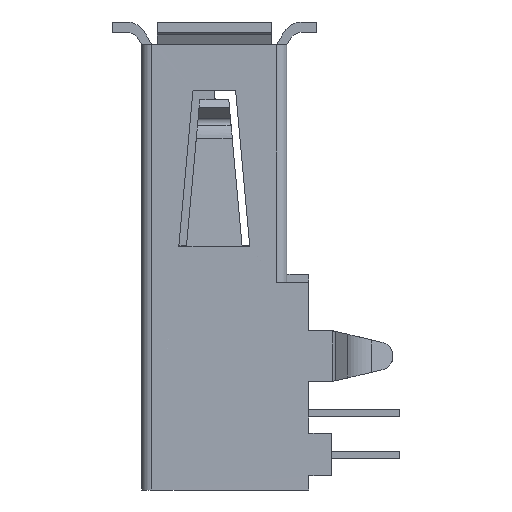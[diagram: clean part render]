
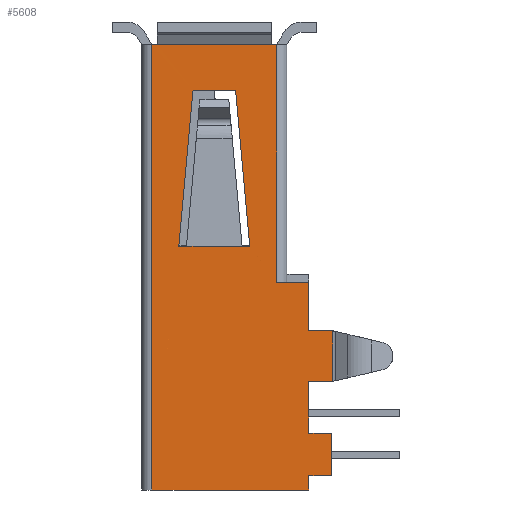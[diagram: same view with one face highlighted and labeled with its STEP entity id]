
A CAD part, left-side view. The second image highlights one B-rep face of the part: STEP entity #5608.
In plain terms, the highlighted planar face has unit normal (-1, 0, 0).
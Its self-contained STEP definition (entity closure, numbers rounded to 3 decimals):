
#555=DIRECTION('',(-0.04,0.,0.999));
#556=VECTOR('',#555,0.008);
#557=CARTESIAN_POINT('',(-6.549,-1.25,7.2));
#558=LINE('',#557,#556);
#559=DIRECTION('',(0.,-1.,0.));
#560=VECTOR('',#559,2.5);
#561=CARTESIAN_POINT('',(-6.549,1.25,7.2));
#562=LINE('',#561,#560);
#563=DIRECTION('',(0.04,0.,-0.999));
#564=VECTOR('',#563,0.008);
#565=CARTESIAN_POINT('',(-6.55,1.25,7.208));
#566=LINE('',#565,#564);
#611=DIRECTION('',(0.,-0.091,-0.996));
#612=VECTOR('',#611,5.515);
#613=CARTESIAN_POINT('',(-6.549,-0.75,12.7));
#614=LINE('',#613,#612);
#615=DIRECTION('',(0.,-0.091,0.996));
#616=VECTOR('',#615,5.515);
#617=CARTESIAN_POINT('',(-6.55,1.25,7.208));
#618=LINE('',#617,#616);
#619=DIRECTION('',(0.,0.,-1.));
#620=VECTOR('',#619,1.83);
#621=CARTESIAN_POINT('',(-6.549,-3.332,2.43));
#622=LINE('',#621,#620);
#623=DIRECTION('',(0.,-1.,0.));
#624=VECTOR('',#623,0.81);
#625=CARTESIAN_POINT('',(-6.548,-3.332,0.6));
#626=LINE('',#625,#624);
#627=DIRECTION('',(-0.003,0.,-1.));
#628=VECTOR('',#627,0.5);
#629=CARTESIAN_POINT('',(-6.548,-3.332,-0.9));
#630=LINE('',#629,#628);
#631=DIRECTION('',(0.001,1.,0.));
#632=VECTOR('',#631,0.188);
#633=CARTESIAN_POINT('',(-6.55,2.012,14.3));
#634=LINE('',#633,#632);
#635=DIRECTION('',(0.,1.,0.));
#636=VECTOR('',#635,4.024);
#637=CARTESIAN_POINT('',(-6.55,-2.012,14.3));
#638=LINE('',#637,#636);
#639=DIRECTION('',(-0.001,1.,0.));
#640=VECTOR('',#639,0.188);
#641=CARTESIAN_POINT('',(-6.549,-2.2,14.3));
#642=LINE('',#641,#640);
#643=DIRECTION('',(0.,1.,0.));
#644=VECTOR('',#643,1.132);
#645=CARTESIAN_POINT('',(-6.549,-3.332,5.92));
#646=LINE('',#645,#644);
#647=DIRECTION('',(0.,1.,0.));
#648=VECTOR('',#647,0.851);
#649=CARTESIAN_POINT('',(-6.548,-4.183,4.21));
#650=LINE('',#649,#648);
#655=DIRECTION('',(0.,1.,0.));
#656=VECTOR('',#655,1.5);
#657=CARTESIAN_POINT('',(-6.549,-0.75,12.7));
#658=LINE('',#657,#656);
#716=DIRECTION('',(-0.001,0.,1.));
#717=VECTOR('',#716,1.71);
#718=CARTESIAN_POINT('',(-6.548,-3.332,4.21));
#719=LINE('',#718,#717);
#1724=DIRECTION('',(0.,0.,-1.));
#1725=VECTOR('',#1724,8.38);
#1726=CARTESIAN_POINT('',(-6.549,-2.2,14.3));
#1727=LINE('',#1726,#1725);
#2641=DIRECTION('',(0.,0.,-1.));
#2642=VECTOR('',#2641,15.7);
#2643=CARTESIAN_POINT('',(-6.549,2.2,14.3));
#2644=LINE('',#2643,#2642);
#2659=DIRECTION('',(0.,1.,0.));
#2660=VECTOR('',#2659,5.532);
#2661=CARTESIAN_POINT('',(-6.549,-3.332,-1.4));
#2662=LINE('',#2661,#2660);
#2833=DIRECTION('',(-0.001,1.,0.));
#2834=VECTOR('',#2833,0.851);
#2835=CARTESIAN_POINT('',(-6.548,-4.183,2.43));
#2836=LINE('',#2835,#2834);
#2840=CARTESIAN_POINT('',(-6.548,-4.183,4.21));
#2849=CARTESIAN_POINT('',(-6.548,-4.183,2.43));
#2851=DIRECTION('',(0.,0.,1.));
#2852=VECTOR('',#2851,1.78);
#2853=CARTESIAN_POINT('',(-6.548,-4.183,2.43));
#2854=LINE('',#2853,#2852);
#3286=DIRECTION('',(0.,0.,-1.));
#3287=VECTOR('',#3286,1.5);
#3288=CARTESIAN_POINT('',(-6.548,-4.142,0.6));
#3289=LINE('',#3288,#3287);
#3298=DIRECTION('',(0.,-1.,0.));
#3299=VECTOR('',#3298,0.81);
#3300=CARTESIAN_POINT('',(-6.548,-3.332,-0.9));
#3301=LINE('',#3300,#3299);
#3766=CARTESIAN_POINT('',(-6.549,-0.75,12.7));
#3767=CARTESIAN_POINT('',(-6.55,-1.25,7.208));
#3768=VERTEX_POINT('',#3766);
#3769=VERTEX_POINT('',#3767);
#3774=CARTESIAN_POINT('',(-6.55,1.25,7.208));
#3775=CARTESIAN_POINT('',(-6.549,0.75,12.7));
#3776=VERTEX_POINT('',#3774);
#3777=VERTEX_POINT('',#3775);
#3852=CARTESIAN_POINT('',(-6.549,1.25,7.2));
#3853=VERTEX_POINT('',#3852);
#3854=CARTESIAN_POINT('',(-6.549,-1.25,7.2));
#3855=VERTEX_POINT('',#3854);
#4092=CARTESIAN_POINT('',(-6.549,-3.332,5.92));
#4093=CARTESIAN_POINT('',(-6.549,-2.2,5.92));
#4094=VERTEX_POINT('',#4092);
#4095=VERTEX_POINT('',#4093);
#4098=CARTESIAN_POINT('',(-6.549,-2.2,14.3));
#4099=VERTEX_POINT('',#4098);
#4101=CARTESIAN_POINT('',(-6.55,2.2,14.3));
#4103=VERTEX_POINT('',#4101);
#4324=CARTESIAN_POINT('',(-6.549,-3.332,-1.4));
#4325=VERTEX_POINT('',#4324);
#4326=CARTESIAN_POINT('',(-6.549,2.2,-1.4));
#4327=VERTEX_POINT('',#4326);
#4390=CARTESIAN_POINT('',(-6.55,-2.012,14.3));
#4391=CARTESIAN_POINT('',(-6.55,2.012,14.3));
#4392=VERTEX_POINT('',#4390);
#4393=VERTEX_POINT('',#4391);
#4394=CARTESIAN_POINT('',(-6.549,-3.332,2.43));
#4396=VERTEX_POINT('',#4394);
#4450=VERTEX_POINT('',#2840);
#4451=VERTEX_POINT('',#2849);
#4470=CARTESIAN_POINT('',(-6.548,-3.332,4.21));
#4471=VERTEX_POINT('',#4470);
#4486=CARTESIAN_POINT('',(-6.548,-4.142,-0.9));
#4488=VERTEX_POINT('',#4486);
#4492=CARTESIAN_POINT('',(-6.548,-4.142,0.6));
#4493=VERTEX_POINT('',#4492);
#4502=CARTESIAN_POINT('',(-6.548,-3.332,-0.9));
#4504=VERTEX_POINT('',#4502);
#4508=CARTESIAN_POINT('',(-6.548,-3.332,0.6));
#4509=VERTEX_POINT('',#4508);
#5559=CARTESIAN_POINT('',(-6.548,-3.69,4.));
#5560=DIRECTION('',(1.,0.,0.));
#5561=DIRECTION('',(0.,-1.,0.));
#5562=AXIS2_PLACEMENT_3D('',#5559,#5560,#5561);
#5563=PLANE('',#5562);
#5565=ORIENTED_EDGE('',*,*,#5564,.T.);
#5567=ORIENTED_EDGE('',*,*,#5566,.T.);
#5569=ORIENTED_EDGE('',*,*,#5568,.T.);
#5571=ORIENTED_EDGE('',*,*,#5570,.F.);
#5573=ORIENTED_EDGE('',*,*,#5572,.T.);
#5575=ORIENTED_EDGE('',*,*,#5574,.T.);
#5577=ORIENTED_EDGE('',*,*,#5576,.F.);
#5579=ORIENTED_EDGE('',*,*,#5578,.F.);
#5581=ORIENTED_EDGE('',*,*,#5580,.F.);
#5583=ORIENTED_EDGE('',*,*,#5582,.F.);
#5585=ORIENTED_EDGE('',*,*,#5584,.T.);
#5587=ORIENTED_EDGE('',*,*,#5586,.F.);
#5589=ORIENTED_EDGE('',*,*,#5588,.F.);
#5591=ORIENTED_EDGE('',*,*,#5590,.F.);
#5593=ORIENTED_EDGE('',*,*,#5592,.F.);
#5595=ORIENTED_EDGE('',*,*,#5594,.T.);
#5596=EDGE_LOOP('',(#5565,#5567,#5569,#5571,#5573,#5575,#5577,#5579,#5581,#5583,
#5585,#5587,#5589,#5591,#5593,#5595));
#5597=FACE_OUTER_BOUND('',#5596,.F.);
#5598=ORIENTED_EDGE('',*,*,#5446,.T.);
#5599=ORIENTED_EDGE('',*,*,#5444,.T.);
#5600=ORIENTED_EDGE('',*,*,#5550,.F.);
#5602=ORIENTED_EDGE('',*,*,#5601,.T.);
#5604=ORIENTED_EDGE('',*,*,#5603,.F.);
#5605=ORIENTED_EDGE('',*,*,#5448,.T.);
#5606=EDGE_LOOP('',(#5598,#5599,#5600,#5602,#5604,#5605));
#5607=FACE_BOUND('',#5606,.F.);
#5444=EDGE_CURVE('',#3855,#3769,#558,.T.);
#5446=EDGE_CURVE('',#3853,#3855,#562,.T.);
#5448=EDGE_CURVE('',#3776,#3853,#566,.T.);
#5550=EDGE_CURVE('',#3768,#3769,#614,.T.);
#5564=EDGE_CURVE('',#4396,#4509,#622,.T.);
#5566=EDGE_CURVE('',#4509,#4493,#626,.T.);
#5568=EDGE_CURVE('',#4493,#4488,#3289,.T.);
#5570=EDGE_CURVE('',#4504,#4488,#3301,.T.);
#5572=EDGE_CURVE('',#4504,#4325,#630,.T.);
#5574=EDGE_CURVE('',#4325,#4327,#2662,.T.);
#5576=EDGE_CURVE('',#4103,#4327,#2644,.T.);
#5578=EDGE_CURVE('',#4393,#4103,#634,.T.);
#5580=EDGE_CURVE('',#4392,#4393,#638,.T.);
#5582=EDGE_CURVE('',#4099,#4392,#642,.T.);
#5584=EDGE_CURVE('',#4099,#4095,#1727,.T.);
#5586=EDGE_CURVE('',#4094,#4095,#646,.T.);
#5588=EDGE_CURVE('',#4471,#4094,#719,.T.);
#5590=EDGE_CURVE('',#4450,#4471,#650,.T.);
#5592=EDGE_CURVE('',#4451,#4450,#2854,.T.);
#5594=EDGE_CURVE('',#4451,#4396,#2836,.T.);
#5601=EDGE_CURVE('',#3768,#3777,#658,.T.);
#5603=EDGE_CURVE('',#3776,#3777,#618,.T.);
#5608=ADVANCED_FACE('',(#5597,#5607),#5563,.F.);
